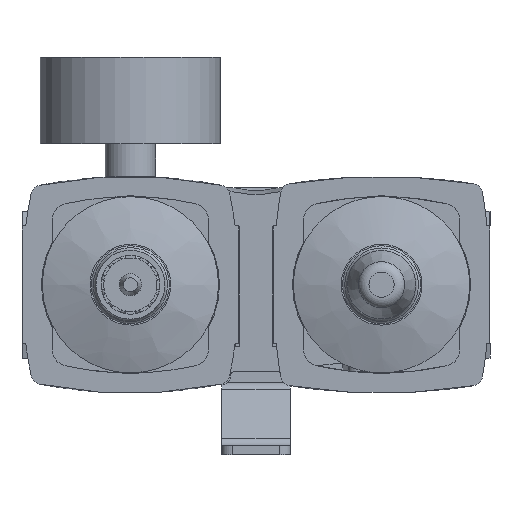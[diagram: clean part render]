
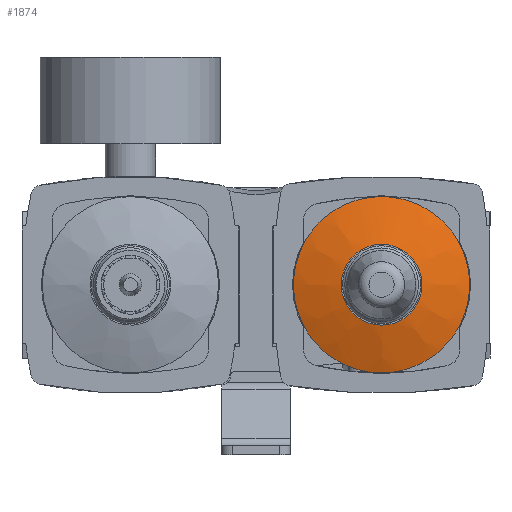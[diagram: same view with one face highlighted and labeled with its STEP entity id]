
A CAD part, front view. The second image highlights one B-rep face of the part: STEP entity #1874.
In plain terms, the highlighted free-form (B-spline) face has degree [3, 3] with [4, 7] control points.
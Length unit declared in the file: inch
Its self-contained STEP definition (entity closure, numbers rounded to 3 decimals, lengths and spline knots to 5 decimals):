
#1874 = ADVANCED_FACE( '', ( #4137, #4138 ), #4139, .T. );
#4137 = FACE_OUTER_BOUND( '', #6864, .T. );
#4138 = FACE_OUTER_BOUND( '', #6865, .T. );
#4139 = ( BOUNDED_SURFACE(  )B_SPLINE_SURFACE( 3, 3, ( ( #6868, #6869, #6870, #6871, #6872, #6873, #6874 ), ( #6875, #6876, #6877, #6878, #6879, #6880, #6881 ), ( #6882, #6883, #6884, #6885, #6886, #6887, #6888 ), ( #6889, #6890, #6891, #6892, #6893, #6894, #6895 ) ), .UNSPECIFIED., .F., .T., .F. )B_SPLINE_SURFACE_WITH_KNOTS( ( 4, 4 ), ( 4, 3, 4 ), ( 0., 6.28319 ), ( 1.21941, 1.29005, 1.36068 ), .UNSPECIFIED. )GEOMETRIC_REPRESENTATION_ITEM(  )RATIONAL_B_SPLINE_SURFACE( ( ( 1., 0.333, 0.333, 1., 0.333, 0.333, 1. ), ( 0.998, 0.333, 0.333, 0.998, 0.333, 0.333, 0.998 ), ( 0.998, 0.333, 0.333, 0.998, 0.333, 0.333, 0.998 ), ( 1., 0.333, 0.333, 1., 0.333, 0.333, 1. ) ) )REPRESENTATION_ITEM( '' )SURFACE(  ) );
#6864 = EDGE_LOOP( '', ( #12136 ) );
#6865 = EDGE_LOOP( '', ( #12137 ) );
#6868 = CARTESIAN_POINT( '', ( 0., -4.471, -0.44016 ) );
#6869 = CARTESIAN_POINT( '', ( 0.88031, -4.471, -0.44016 ) );
#6870 = CARTESIAN_POINT( '', ( 0.88031, -4.471, 0.44016 ) );
#6871 = CARTESIAN_POINT( '', ( 0., -4.471, 0.44016 ) );
#6872 = CARTESIAN_POINT( '', ( -0.88031, -4.471, 0.44016 ) );
#6873 = CARTESIAN_POINT( '', ( -0.88031, -4.471, -0.44016 ) );
#6874 = CARTESIAN_POINT( '', ( 0., -4.471, -0.44016 ) );
#6875 = CARTESIAN_POINT( '', ( 0., -4.4334, -0.61648 ) );
#6876 = CARTESIAN_POINT( '', ( 1.23295, -4.4334, -0.61648 ) );
#6877 = CARTESIAN_POINT( '', ( 1.23295, -4.4334, 0.61648 ) );
#6878 = CARTESIAN_POINT( '', ( 0., -4.4334, 0.61648 ) );
#6879 = CARTESIAN_POINT( '', ( -1.23295, -4.4334, 0.61648 ) );
#6880 = CARTESIAN_POINT( '', ( -1.23295, -4.4334, -0.61648 ) );
#6881 = CARTESIAN_POINT( '', ( 0., -4.4334, -0.61648 ) );
#6882 = CARTESIAN_POINT( '', ( 0., -4.38345, -0.7897 ) );
#6883 = CARTESIAN_POINT( '', ( 1.5794, -4.38345, -0.7897 ) );
#6884 = CARTESIAN_POINT( '', ( 1.5794, -4.38345, 0.7897 ) );
#6885 = CARTESIAN_POINT( '', ( 0., -4.38345, 0.7897 ) );
#6886 = CARTESIAN_POINT( '', ( -1.5794, -4.38345, 0.7897 ) );
#6887 = CARTESIAN_POINT( '', ( -1.5794, -4.38345, -0.7897 ) );
#6888 = CARTESIAN_POINT( '', ( 0., -4.38345, -0.7897 ) );
#6889 = CARTESIAN_POINT( '', ( 0., -4.32139, -0.95897 ) );
#6890 = CARTESIAN_POINT( '', ( 1.91793, -4.32139, -0.95897 ) );
#6891 = CARTESIAN_POINT( '', ( 1.91793, -4.32139, 0.95897 ) );
#6892 = CARTESIAN_POINT( '', ( 0., -4.32139, 0.95897 ) );
#6893 = CARTESIAN_POINT( '', ( -1.91793, -4.32139, 0.95897 ) );
#6894 = CARTESIAN_POINT( '', ( -1.91793, -4.32139, -0.95897 ) );
#6895 = CARTESIAN_POINT( '', ( 0., -4.32139, -0.95897 ) );
#12136 = ORIENTED_EDGE( '', *, *, #16073, .T. );
#12137 = ORIENTED_EDGE( '', *, *, #17133, .F. );
#16073 = EDGE_CURVE( '', #19284, #19284, #19285, .F. );
#17133 = EDGE_CURVE( '', #20991, #20991, #20992, .T. );
#19284 = VERTEX_POINT( '', #23801 );
#19285 = CIRCLE( '', #23802, 0.95897 );
#20991 = VERTEX_POINT( '', #26244 );
#20992 = CIRCLE( '', #26245, 0.44016 );
#23801 = CARTESIAN_POINT( '', ( 0., -4.32139, 0.95897 ) );
#23802 = AXIS2_PLACEMENT_3D( '', #29391, #29392, #29393 );
#26244 = CARTESIAN_POINT( '', ( 0., -4.471, -0.44016 ) );
#26245 = AXIS2_PLACEMENT_3D( '', #30875, #30876, #30877 );
#29391 = CARTESIAN_POINT( '', ( 0., -4.32139, 0. ) );
#29392 = DIRECTION( '', ( 0., 1., 0. ) );
#29393 = DIRECTION( '', ( 0., 0., 1. ) );
#30875 = CARTESIAN_POINT( '', ( 0., -4.471, 0. ) );
#30876 = DIRECTION( '', ( 0., -1., 0. ) );
#30877 = DIRECTION( '', ( 0., 0., -1. ) );
